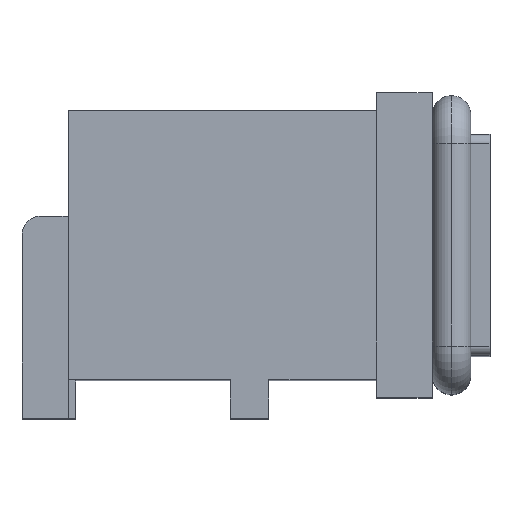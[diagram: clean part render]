
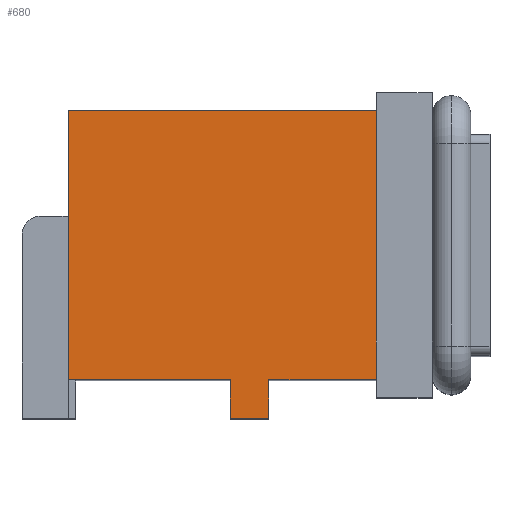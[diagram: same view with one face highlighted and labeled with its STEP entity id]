
A CAD part, top view. The second image highlights one B-rep face of the part: STEP entity #680.
In plain terms, the highlighted planar face has unit normal (0, 0, 1).
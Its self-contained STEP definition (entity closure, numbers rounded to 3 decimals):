
#4 = CARTESIAN_POINT ( 'NONE',  ( 4.21, -3.5, 7.27 ) ) ;
#48 = VECTOR ( 'NONE', #432, 1000. ) ;
#103 = VERTEX_POINT ( 'NONE', #133 ) ;
#133 = CARTESIAN_POINT ( 'NONE',  ( 8., 3.5, 7.27 ) ) ;
#222 = DIRECTION ( 'NONE',  ( -1., 0., 0. ) ) ;
#310 = VECTOR ( 'NONE', #222, 1000. ) ;
#330 = LINE ( 'NONE', #1699, #965 ) ;
#425 = CARTESIAN_POINT ( 'NONE',  ( 8., -3.5, 7.27 ) ) ;
#432 = DIRECTION ( 'NONE',  ( -1., 0., 0. ) ) ;
#453 = EDGE_LOOP ( 'NONE', ( #2729, #2430, #1954, #1075, #1397, #1734, #564, #1297 ) ) ;
#533 = DIRECTION ( 'NONE',  ( 0., 1., 0. ) ) ;
#536 = EDGE_CURVE ( 'NONE', #103, #1916, #915, .T. ) ;
#564 = ORIENTED_EDGE ( 'NONE', *, *, #536, .F. ) ;
#593 = CARTESIAN_POINT ( 'NONE',  ( 4.21, -4.5, 7.27 ) ) ;
#605 = VERTEX_POINT ( 'NONE', #1898 ) ;
#680 = ADVANCED_FACE ( 'NONE', ( #2790 ), #1676, .F. ) ;
#744 = CARTESIAN_POINT ( 'NONE',  ( 8., -3.5, 7.27 ) ) ;
#772 = CARTESIAN_POINT ( 'NONE',  ( 8., -3.5, 7.27 ) ) ;
#781 = EDGE_CURVE ( 'NONE', #1469, #1037, #1678, .T. ) ;
#836 = LINE ( 'NONE', #1170, #310 ) ;
#844 = DIRECTION ( 'NONE',  ( 0., -1., 0. ) ) ;
#857 = CARTESIAN_POINT ( 'NONE',  ( 0., -3.5, 7.27 ) ) ;
#859 = EDGE_CURVE ( 'NONE', #1420, #1037, #1757, .T. ) ;
#869 = CARTESIAN_POINT ( 'NONE',  ( 8., -3.5, 7.27 ) ) ;
#891 = CARTESIAN_POINT ( 'NONE',  ( 0., 3.5, 7.27 ) ) ;
#915 = LINE ( 'NONE', #869, #2637 ) ;
#965 = VECTOR ( 'NONE', #533, 1000. ) ;
#1007 = EDGE_CURVE ( 'NONE', #103, #1420, #836, .T. ) ;
#1025 = DIRECTION ( 'NONE',  ( 0., 1., 0. ) ) ;
#1037 = VERTEX_POINT ( 'NONE', #2363 ) ;
#1075 = ORIENTED_EDGE ( 'NONE', *, *, #2235, .F. ) ;
#1170 = CARTESIAN_POINT ( 'NONE',  ( 8., 3.5, 7.27 ) ) ;
#1297 = ORIENTED_EDGE ( 'NONE', *, *, #1007, .T. ) ;
#1397 = ORIENTED_EDGE ( 'NONE', *, *, #2012, .T. ) ;
#1420 = VERTEX_POINT ( 'NONE', #891 ) ;
#1468 = DIRECTION ( 'NONE',  ( 0., 0., -1. ) ) ;
#1469 = VERTEX_POINT ( 'NONE', #4 ) ;
#1498 = DIRECTION ( 'NONE',  ( -1., 0., 0. ) ) ;
#1506 = CARTESIAN_POINT ( 'NONE',  ( 5.21, -4.5, 7.27 ) ) ;
#1571 = VECTOR ( 'NONE', #1498, 1000. ) ;
#1645 = VECTOR ( 'NONE', #844, 1000. ) ;
#1676 = PLANE ( 'NONE',  #2310 ) ;
#1678 = LINE ( 'NONE', #772, #1571 ) ;
#1694 = CARTESIAN_POINT ( 'NONE',  ( 8., -3.5, 7.27 ) ) ;
#1699 = CARTESIAN_POINT ( 'NONE',  ( 4.21, -4.5, 7.27 ) ) ;
#1734 = ORIENTED_EDGE ( 'NONE', *, *, #2474, .F. ) ;
#1757 = LINE ( 'NONE', #857, #1645 ) ;
#1898 = CARTESIAN_POINT ( 'NONE',  ( 5.21, -3.5, 7.27 ) ) ;
#1916 = VERTEX_POINT ( 'NONE', #1694 ) ;
#1954 = ORIENTED_EDGE ( 'NONE', *, *, #2899, .F. ) ;
#1965 = VERTEX_POINT ( 'NONE', #1506 ) ;
#2012 = EDGE_CURVE ( 'NONE', #1965, #605, #2856, .T. ) ;
#2153 = LINE ( 'NONE', #2480, #2261 ) ;
#2235 = EDGE_CURVE ( 'NONE', #1965, #2764, #2153, .T. ) ;
#2261 = VECTOR ( 'NONE', #3045, 1000. ) ;
#2310 = AXIS2_PLACEMENT_3D ( 'NONE', #744, #1468, #2368 ) ;
#2363 = CARTESIAN_POINT ( 'NONE',  ( 0., -3.5, 7.27 ) ) ;
#2368 = DIRECTION ( 'NONE',  ( -1., 0., 0. ) ) ;
#2428 = CARTESIAN_POINT ( 'NONE',  ( 5.21, -4.5, 7.27 ) ) ;
#2430 = ORIENTED_EDGE ( 'NONE', *, *, #781, .F. ) ;
#2433 = LINE ( 'NONE', #425, #48 ) ;
#2474 = EDGE_CURVE ( 'NONE', #1916, #605, #2433, .T. ) ;
#2480 = CARTESIAN_POINT ( 'NONE',  ( 4.21, -4.5, 7.27 ) ) ;
#2513 = VECTOR ( 'NONE', #1025, 1000. ) ;
#2637 = VECTOR ( 'NONE', #2744, 1000. ) ;
#2729 = ORIENTED_EDGE ( 'NONE', *, *, #859, .T. ) ;
#2744 = DIRECTION ( 'NONE',  ( 0., -1., 0. ) ) ;
#2764 = VERTEX_POINT ( 'NONE', #593 ) ;
#2790 = FACE_OUTER_BOUND ( 'NONE', #453, .T. ) ;
#2856 = LINE ( 'NONE', #2428, #2513 ) ;
#2899 = EDGE_CURVE ( 'NONE', #2764, #1469, #330, .T. ) ;
#3045 = DIRECTION ( 'NONE',  ( -1., 0., 0. ) ) ;
